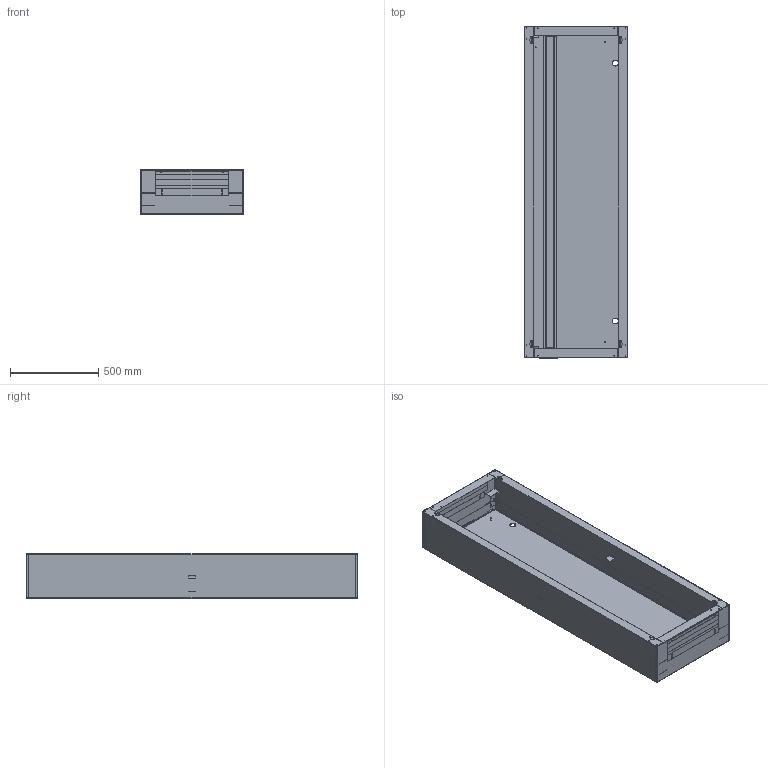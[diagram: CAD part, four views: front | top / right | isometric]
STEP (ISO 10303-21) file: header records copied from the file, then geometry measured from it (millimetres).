
FILE_DESCRIPTION (( 'STEP AP214' ), '1' );
FILE_NAME ('IL006239-F.STEP', '2020-01-29T12:22:49', ( '' ), ( '' ), 'SwSTEP 2.0', 'SolidWorks 2019', '' );
FILE_SCHEMA (( 'AUTOMOTIVE_DESIGN' ));
Length unit declared in the file: millimetre
Products named in the file (10): Sponge part big; baglama donja_LH; IL006239-F; Metal part; Kutni dio; Sponge part small; Srednji dio; IL006239-F enclosure; baglama gornja_LH; IL006239-F door
Assembly tree (16 placements, depth 2):
  IL006239-F
    IL006239-F enclosure
    IL006239-F door
    Sponge part big  x2
    Sponge part small  x2
    Srednji dio  x2
    Kutni dio  x4
    baglama donja_LH
    baglama gornja_LH
    Metal part  x2
Bounding box: 586 x 1886 x 250 mm (x, y, z)
Volume: 6137771.5 mm3; surface area: 6792379.9 mm2
Topology: 20 solids, 20 shells, 1133 faces, 2916 edges, 1825 vertices
Faces by surface type: plane 665, cylinder 452, cone 8, sphere 5, bspline 2, torus 1
Entity records: 28036 total; most frequent: DIRECTION 4817, CARTESIAN_POINT 4775, ORIENTED_EDGE 4620, EDGE_CURVE 2310, LINE 1623, VECTOR 1623, AXIS2_PLACEMENT_3D 1597, VERTEX_POINT 1429
